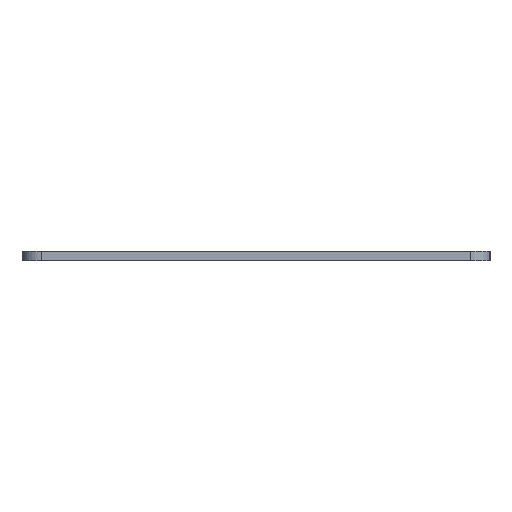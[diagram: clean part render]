
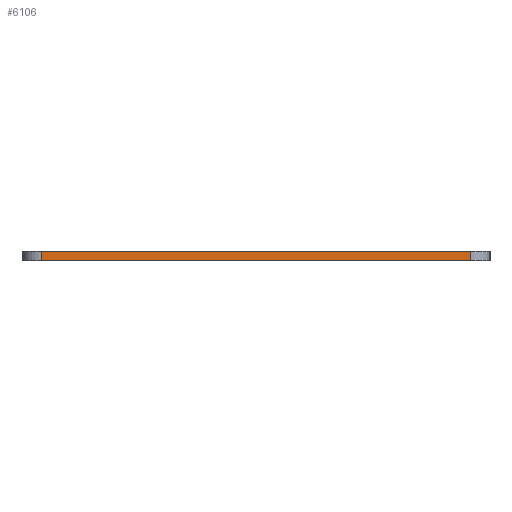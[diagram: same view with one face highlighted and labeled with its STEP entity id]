
A CAD part, left-side view. The second image highlights one B-rep face of the part: STEP entity #6106.
In plain terms, the highlighted planar face has unit normal (-1, 0, 0).
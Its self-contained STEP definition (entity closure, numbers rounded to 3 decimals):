
#1340=FACE_OUTER_BOUND('',#2106,.T.);
#2106=EDGE_LOOP('',(#4971,#4972,#4973,#4974));
#2391=LINE('',#9246,#2683);
#2393=LINE('',#9257,#2685);
#2398=LINE('',#9826,#2690);
#2399=LINE('',#10380,#2691);
#2683=VECTOR('',#7257,1.);
#2685=VECTOR('',#7271,1.);
#2690=VECTOR('',#7838,1.);
#2691=VECTOR('',#8393,1.);
#2975=VERTEX_POINT('',#9244);
#2976=VERTEX_POINT('',#9245);
#2979=VERTEX_POINT('',#9256);
#3262=VERTEX_POINT('',#9824);
#3543=EDGE_CURVE('',#2975,#2976,#2391,.T.);
#3549=EDGE_CURVE('',#2979,#2975,#2393,.T.);
#3834=EDGE_CURVE('',#3262,#2976,#2398,.T.);
#4111=EDGE_CURVE('',#2979,#3262,#2399,.T.);
#4971=ORIENTED_EDGE('',*,*,#4111,.F.);
#4972=ORIENTED_EDGE('',*,*,#3549,.T.);
#4973=ORIENTED_EDGE('',*,*,#3543,.T.);
#4974=ORIENTED_EDGE('',*,*,#3834,.F.);
#6098=PLANE('',#6966);
#6106=ADVANCED_FACE('',(#1340),#6098,.F.);
#6966=AXIS2_PLACEMENT_3D('',#10379,#8391,#8392);
#7257=DIRECTION('',(0.,0.,1.));
#7271=DIRECTION('',(0.,-1.,0.));
#7838=DIRECTION('',(0.,-1.,0.));
#8391=DIRECTION('center_axis',(1.,0.,0.));
#8392=DIRECTION('ref_axis',(0.,-1.,0.));
#8393=DIRECTION('',(0.,0.,1.));
#9244=CARTESIAN_POINT('',(17.463,-132.556,0.));
#9245=CARTESIAN_POINT('',(17.463,-132.556,1.6));
#9246=CARTESIAN_POINT('',(17.463,-132.556,0.));
#9256=CARTESIAN_POINT('',(17.463,-62.706,0.));
#9257=CARTESIAN_POINT('',(17.463,-62.706,0.));
#9824=CARTESIAN_POINT('',(17.463,-62.706,1.6));
#9826=CARTESIAN_POINT('',(17.463,-62.706,1.6));
#10379=CARTESIAN_POINT('Origin',(17.463,-62.706,0.));
#10380=CARTESIAN_POINT('',(17.463,-62.706,0.));
